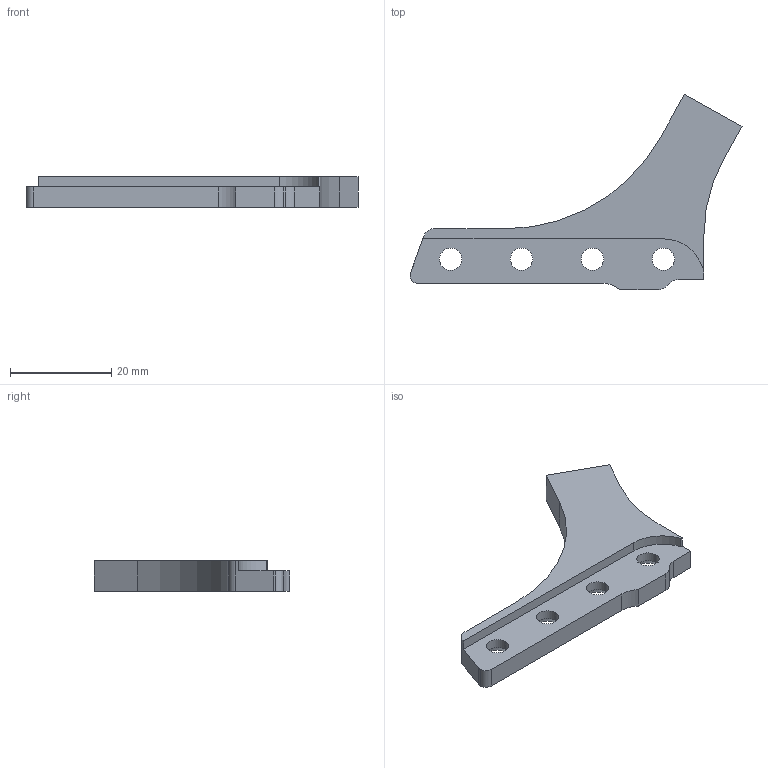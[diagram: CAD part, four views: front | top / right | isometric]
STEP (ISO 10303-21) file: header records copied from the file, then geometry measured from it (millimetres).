
FILE_DESCRIPTION (( 'STEP AP203' ), '1' );
FILE_NAME ('Dropout_top.STEP', '2023-08-13T10:13:38', ( '' ), ( '' ), 'SwSTEP 2.0', 'SolidWorks 2020', '' );
FILE_SCHEMA (( 'CONFIG_CONTROL_DESIGN' ));
Length unit declared in the file: millimetre
Products named in the file (1): Dropout_top
Bounding box: 65.5 x 38.51 x 6 mm (x, y, z)
Volume: 4910.8 mm3; surface area: 3190.1 mm2
Topology: 1 solids, 1 shells, 40 faces, 106 edges, 68 vertices
Faces by surface type: cylinder 18, plane 14, cone 8
Entity records: 1343 total; most frequent: DIRECTION 232, CARTESIAN_POINT 215, ORIENTED_EDGE 212, EDGE_CURVE 106, AXIS2_PLACEMENT_3D 85, VERTEX_POINT 68, VECTOR 62, LINE 62
